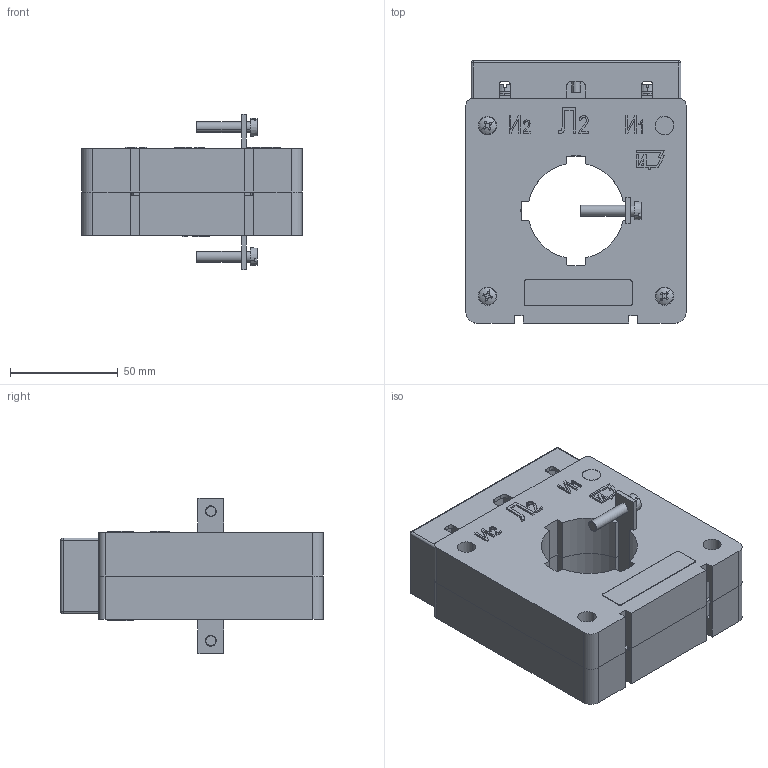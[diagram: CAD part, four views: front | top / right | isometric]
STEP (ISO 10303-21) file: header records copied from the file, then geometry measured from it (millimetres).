
FILE_DESCRIPTION (( 'STEP AP214' ), '1' );
FILE_NAME ('ÒØ-0,66-3Í.STEP', '2023-08-01T06:43:38', ( '' ), ( '' ), 'SwSTEP 2.0', 'SolidWorks 2014', '' );
FILE_SCHEMA (( 'AUTOMOTIVE_DESIGN' ));
Length unit declared in the file: millimetre
Products named in the file (47): ÂÅÈÓ.754312.152 Òàáëè÷êà ïðåäñòàâèòåëüíàÿ; 屡扔.754468.001 想铎徉; ÂÅÈÓ.686171.018 Ïîëóêîðïóñ Ë1; ÂÅÈÓ.686171.019 Ïîëóêîðïóñ Ë2; 屡扔.741131.008 想囗赅_-02; ÂÅÈÓ.323293.018-01 Êðûøêà çàùèòíàÿ_-01; Øóðóï 2-4õ20.019 ÃÎÑÒ 1144-80; ﾘ琺矜 5.65ﾃ.019 ﾃﾎﾑﾒ 6402-70; ﾘ琺矜 5.01.019 ﾃﾎﾑﾒ11371-78; 妈眚 󊅠.58.019 梦岩17473-80; 妈眚 󊙅0.58.019 梦岩17473-80; ÂÅÈÓ.757249.004 Ïëàñòèíà êîíòàêòíàÿ; ÂÅÈÓ.685412.034 Ìàãíèòîïðîâîä ñ îáìîòêîé; Ãàéêà Ì4.5.019 ÃÎÑÒ5915-70; 妈眚 󊙆5.58.019 梦岩17473-80; 屡扔.754312.173 亦犭梓赅; ﾒﾘ-0,66-3ﾍ; 屡扔.741131.008 想囗赅; ÂÅÈÓ.323293.018-01 Êðûøêà çàùèòíàÿ
Assembly tree (31 placements, depth 3):
  ÂÅÈÓ.754312.152 Òàáëè÷êà ïðåäñòàâèòåëüíàÿ
  屡扔.754468.001 想铎徉
  ﾒﾘ-0,66-3ﾍ
    ÂÅÈÓ.686171.018 Ïîëóêîðïóñ Ë1
    ÂÅÈÓ.686171.019 Ïîëóêîðïóñ Ë2
    屡扔.741131.008 想囗赅_-02
    ÂÅÈÓ.323293.018-01 Êðûøêà çàùèòíàÿ_-01
    Øóðóï 2-4õ20.019 ÃÎÑÒ 1144-80  x4
    ﾘ琺矜 5.65ﾃ.019 ﾃﾎﾑﾒ 6402-70  x4
    ﾘ琺矜 5.01.019 ﾃﾎﾑﾒ11371-78  x4
    妈眚 󊅠.58.019 梦岩17473-80  x2
    妈眚 󊙅0.58.019 梦岩17473-80  x4
    ÂÅÈÓ.685412.034 Ìàãíèòîïðîâîä ñ îáìîòêîé
      ÂÅÈÓ.757249.004 Ïëàñòèíà êîíòàêòíàÿ  x2
    Ãàéêà Ì4.5.019 ÃÎÑÒ5915-70
    妈眚 󊙆5.58.019 梦岩17473-80  x2
    屡扔.754312.173 亦犭梓赅
    ÂÅÈÓ.754312.152 Òàáëè÷êà ïðåäñòàâèòåëüíàÿ
    屡扔.754468.001 想铎徉
  ÂÅÈÓ.686171.018 Ïîëóêîðïóñ Ë1
  ÂÅÈÓ.686171.019 Ïîëóêîðïóñ Ë2
Bounding box: 102 x 121.5 x 72 mm (x, y, z)
Volume: 132185.8 mm3; surface area: 121739.6 mm2
Topology: 30 solids, 30 shells, 1050 faces, 2756 edges, 1800 vertices
Faces by surface type: plane 659, cylinder 229, cone 80, torus 38, bspline 28, sphere 16
Entity records: 27703 total; most frequent: CARTESIAN_POINT 6278, ORIENTED_EDGE 4256, DIRECTION 4091, EDGE_CURVE 2128, LINE 1511, VECTOR 1511, VERTEX_POINT 1401, AXIS2_PLACEMENT_3D 1290
